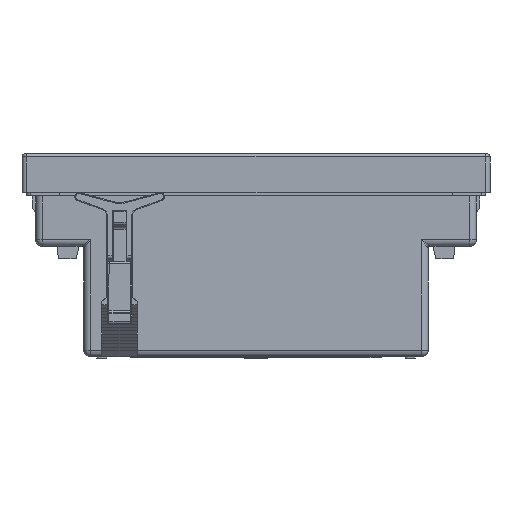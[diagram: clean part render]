
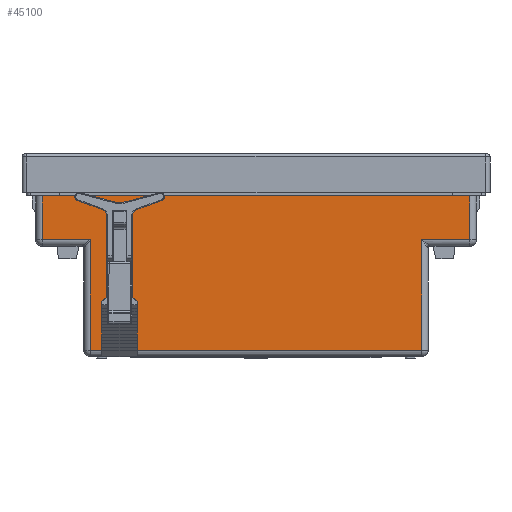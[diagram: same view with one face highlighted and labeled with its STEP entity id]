
A CAD part, left-side view. The second image highlights one B-rep face of the part: STEP entity #45100.
In plain terms, the highlighted planar face has unit normal (-1, 0, 0).
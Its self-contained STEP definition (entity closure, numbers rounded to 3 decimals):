
#6490=CARTESIAN_POINT('',(-68.8,-51.,-15.75));
#6520=DIRECTION('',(0.,1.,0.));
#6521=VECTOR('',#6520,14.8);
#6522=CARTESIAN_POINT('',(-68.8,-65.8,-15.75));
#6523=LINE('',#6522,#6521);
#6533=DIRECTION('',(0.,1.,0.));
#6534=VECTOR('',#6533,23.095);
#6535=CARTESIAN_POINT('',(-68.8,30.418,-2.25));
#6536=LINE('',#6535,#6534);
#6537=DIRECTION('',(0.,1.,0.));
#6538=VECTOR('',#6537,94.317);
#6539=CARTESIAN_POINT('',(-68.8,-65.8,-2.25));
#6540=LINE('',#6539,#6538);
#6541=DIRECTION('',(0.,0.,1.));
#6542=VECTOR('',#6541,15.);
#6543=CARTESIAN_POINT('',(-68.8,36.5,-49.75));
#6544=LINE('',#6543,#6542);
#6545=DIRECTION('',(0.,0.707,0.707));
#6546=VECTOR('',#6545,1.909);
#6547=CARTESIAN_POINT('',(-68.8,36.5,-34.75));
#6548=LINE('',#6547,#6546);
#6549=DIRECTION('',(0.,0.,1.));
#6550=VECTOR('',#6549,24.65);
#6551=CARTESIAN_POINT('',(-68.8,37.85,-33.4));
#6552=LINE('',#6551,#6550);
#6553=DIRECTION('',(0.,1.,0.));
#6554=VECTOR('',#6553,8.3);
#6555=CARTESIAN_POINT('',(-68.8,37.85,-8.75));
#6556=LINE('',#6555,#6554);
#6557=DIRECTION('',(0.,0.,-1.));
#6558=VECTOR('',#6557,24.65);
#6559=CARTESIAN_POINT('',(-68.8,46.15,-8.75));
#6560=LINE('',#6559,#6558);
#6561=DIRECTION('',(0.,0.707,-0.707));
#6562=VECTOR('',#6561,1.909);
#6563=CARTESIAN_POINT('',(-68.8,46.15,-33.4));
#6564=LINE('',#6563,#6562);
#6565=DIRECTION('',(0.,0.,1.));
#6566=VECTOR('',#6565,15.);
#6567=CARTESIAN_POINT('',(-68.8,47.5,-49.75));
#6568=LINE('',#6567,#6566);
#6569=DIRECTION('',(0.,1.,0.));
#6570=VECTOR('',#6569,10.378);
#6571=CARTESIAN_POINT('',(-68.8,55.422,-2.25));
#6572=LINE('',#6571,#6570);
#6573=CARTESIAN_POINT('',(-68.8,54.468,-2.5));
#6574=DIRECTION('',(1.,0.,0.));
#6575=DIRECTION('',(0.,-0.967,0.253));
#6576=AXIS2_PLACEMENT_3D('',#6573,#6574,#6575);
#10837=DIRECTION('',(0.,1.,0.));
#10838=VECTOR('',#10837,3.5);
#10839=CARTESIAN_POINT('',(-68.8,47.5,-49.75));
#10840=LINE('',#10839,#10838);
#12231=CARTESIAN_POINT('',(-68.8,29.468,-2.514));
#12232=DIRECTION('',(1.,0.,0.));
#12233=DIRECTION('',(0.,-0.964,0.267));
#12234=AXIS2_PLACEMENT_3D('',#12231,#12232,#12233);
#12570=DIRECTION('',(0.,1.,0.));
#12571=VECTOR('',#12570,87.5);
#12572=CARTESIAN_POINT('',(-68.8,-51.,-49.75));
#12573=LINE('',#12572,#12571);
#12597=DIRECTION('',(0.,0.,1.));
#12598=VECTOR('',#12597,34.);
#12599=CARTESIAN_POINT('',(-68.8,-51.,-49.75));
#12600=LINE('',#12599,#12598);
#12601=DIRECTION('',(0.,0.,1.));
#12602=VECTOR('',#12601,34.);
#12603=CARTESIAN_POINT('',(-68.8,51.,-49.75));
#12604=LINE('',#12603,#12602);
#12627=CARTESIAN_POINT('',(-68.8,51.,-15.75));
#12658=DIRECTION('',(0.,1.,0.));
#12659=VECTOR('',#12658,14.8);
#12660=CARTESIAN_POINT('',(-68.8,51.,-15.75));
#12661=LINE('',#12660,#12659);
#12696=DIRECTION('',(0.,0.,1.));
#12697=VECTOR('',#12696,13.5);
#12698=CARTESIAN_POINT('',(-68.8,65.8,-15.75));
#12699=LINE('',#12698,#12697);
#24457=DIRECTION('',(0.,0.,1.));
#24458=VECTOR('',#24457,13.5);
#24459=CARTESIAN_POINT('',(-68.8,-65.8,-15.75));
#24460=LINE('',#24459,#24458);
#32332=CARTESIAN_POINT('',(-68.8,36.5,-34.75));
#32333=CARTESIAN_POINT('',(-68.8,37.85,-33.4));
#32334=VERTEX_POINT('',#32332);
#32335=VERTEX_POINT('',#32333);
#32336=CARTESIAN_POINT('',(-68.8,37.85,-8.75));
#32337=VERTEX_POINT('',#32336);
#32338=CARTESIAN_POINT('',(-68.8,46.15,-8.75));
#32339=VERTEX_POINT('',#32338);
#32340=CARTESIAN_POINT('',(-68.8,46.15,-33.4));
#32341=VERTEX_POINT('',#32340);
#32342=CARTESIAN_POINT('',(-68.8,47.5,-34.75));
#32343=VERTEX_POINT('',#32342);
#33172=CARTESIAN_POINT('',(-68.8,-51.,-49.75));
#33173=CARTESIAN_POINT('',(-68.8,36.5,-49.75));
#33174=VERTEX_POINT('',#33172);
#33175=VERTEX_POINT('',#33173);
#33200=CARTESIAN_POINT('',(-68.8,47.5,-49.75));
#33201=CARTESIAN_POINT('',(-68.8,51.,-49.75));
#33202=VERTEX_POINT('',#33200);
#33203=VERTEX_POINT('',#33201);
#33229=CARTESIAN_POINT('',(-68.8,-65.8,-15.75));
#33231=VERTEX_POINT('',#33229);
#33521=VERTEX_POINT('',#12627);
#33560=VERTEX_POINT('',#6490);
#33570=CARTESIAN_POINT('',(-68.8,65.8,-15.75));
#33571=VERTEX_POINT('',#33570);
#37078=CARTESIAN_POINT('',(-68.8,-65.8,-2.25));
#37079=VERTEX_POINT('',#37078);
#37080=CARTESIAN_POINT('',(-68.8,65.8,-2.25));
#37081=VERTEX_POINT('',#37080);
#40868=CARTESIAN_POINT('',(-68.8,55.422,-2.25));
#40869=VERTEX_POINT('',#40868);
#40870=CARTESIAN_POINT('',(-68.8,53.514,-2.25));
#40871=VERTEX_POINT('',#40870);
#40872=CARTESIAN_POINT('',(-68.8,30.418,-2.25));
#40873=VERTEX_POINT('',#40872);
#40874=CARTESIAN_POINT('',(-68.8,28.517,-2.25));
#40875=VERTEX_POINT('',#40874);
#45054=CARTESIAN_POINT('',(-68.8,-53.,-1.75));
#45055=DIRECTION('',(-1.,0.,0.));
#45056=DIRECTION('',(0.,1.,0.));
#45057=AXIS2_PLACEMENT_3D('',#45054,#45055,#45056);
#45058=PLANE('',#45057);
#45060=ORIENTED_EDGE('',*,*,#45059,.F.);
#45062=ORIENTED_EDGE('',*,*,#45061,.F.);
#45064=ORIENTED_EDGE('',*,*,#45063,.F.);
#45066=ORIENTED_EDGE('',*,*,#45065,.F.);
#45068=ORIENTED_EDGE('',*,*,#45067,.F.);
#45069=ORIENTED_EDGE('',*,*,#45045,.T.);
#45071=ORIENTED_EDGE('',*,*,#45070,.F.);
#45073=ORIENTED_EDGE('',*,*,#45072,.T.);
#45075=ORIENTED_EDGE('',*,*,#45074,.T.);
#45077=ORIENTED_EDGE('',*,*,#45076,.T.);
#45079=ORIENTED_EDGE('',*,*,#45078,.T.);
#45081=ORIENTED_EDGE('',*,*,#45080,.T.);
#45083=ORIENTED_EDGE('',*,*,#45082,.T.);
#45085=ORIENTED_EDGE('',*,*,#45084,.T.);
#45087=ORIENTED_EDGE('',*,*,#45086,.F.);
#45089=ORIENTED_EDGE('',*,*,#45088,.T.);
#45091=ORIENTED_EDGE('',*,*,#45090,.T.);
#45093=ORIENTED_EDGE('',*,*,#45092,.T.);
#45095=ORIENTED_EDGE('',*,*,#45094,.T.);
#45097=ORIENTED_EDGE('',*,*,#45096,.F.);
#45098=EDGE_LOOP('',(#45060,#45062,#45064,#45066,#45068,#45069,#45071,#45073,
#45075,#45077,#45079,#45081,#45083,#45085,#45087,#45089,#45091,#45093,#45095,
#45097));
#45099=FACE_OUTER_BOUND('',#45098,.F.);
#6577=CIRCLE('',#6576,0.986);
#12235=CIRCLE('',#12234,0.986);
#45045=EDGE_CURVE('',#33231,#33560,#6523,.T.);
#45059=EDGE_CURVE('',#40871,#40869,#6577,.T.);
#45061=EDGE_CURVE('',#40873,#40871,#6536,.T.);
#45063=EDGE_CURVE('',#40875,#40873,#12235,.T.);
#45065=EDGE_CURVE('',#37079,#40875,#6540,.T.);
#45067=EDGE_CURVE('',#33231,#37079,#24460,.T.);
#45070=EDGE_CURVE('',#33174,#33560,#12600,.T.);
#45072=EDGE_CURVE('',#33174,#33175,#12573,.T.);
#45074=EDGE_CURVE('',#33175,#32334,#6544,.T.);
#45076=EDGE_CURVE('',#32334,#32335,#6548,.T.);
#45078=EDGE_CURVE('',#32335,#32337,#6552,.T.);
#45080=EDGE_CURVE('',#32337,#32339,#6556,.T.);
#45082=EDGE_CURVE('',#32339,#32341,#6560,.T.);
#45084=EDGE_CURVE('',#32341,#32343,#6564,.T.);
#45086=EDGE_CURVE('',#33202,#32343,#6568,.T.);
#45088=EDGE_CURVE('',#33202,#33203,#10840,.T.);
#45090=EDGE_CURVE('',#33203,#33521,#12604,.T.);
#45092=EDGE_CURVE('',#33521,#33571,#12661,.T.);
#45094=EDGE_CURVE('',#33571,#37081,#12699,.T.);
#45096=EDGE_CURVE('',#40869,#37081,#6572,.T.);
#45100=ADVANCED_FACE('',(#45099),#45058,.T.);
